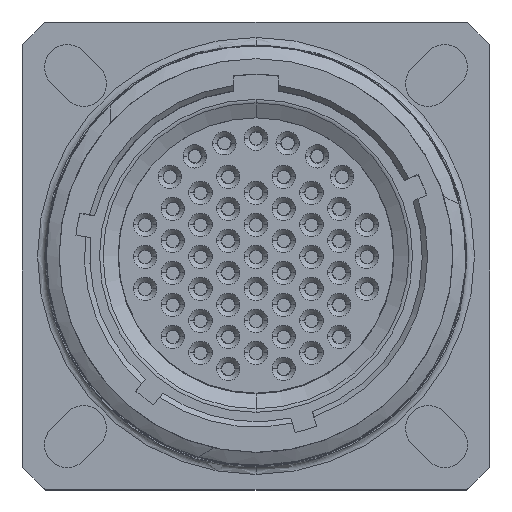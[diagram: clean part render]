
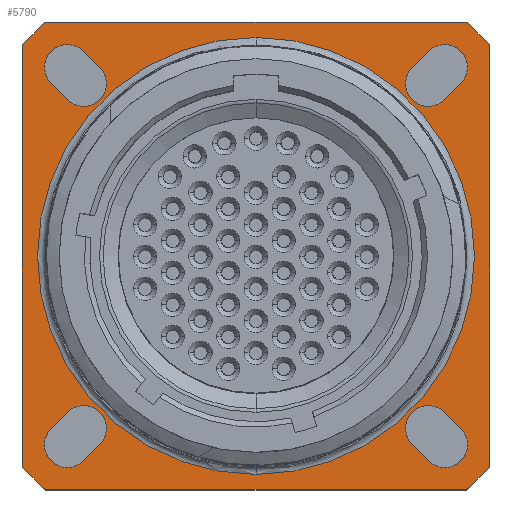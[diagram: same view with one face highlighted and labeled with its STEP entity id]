
A CAD part, top view. The second image highlights one B-rep face of the part: STEP entity #5790.
In plain terms, the highlighted planar face has unit normal (0, 0, 1).
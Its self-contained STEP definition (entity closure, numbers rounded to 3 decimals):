
#5194 = VERTEX_POINT('',#5195);
#5195 = CARTESIAN_POINT('',(0.,-15.608,-19.685));
#5202 = EDGE_CURVE('',#5203,#5194,#5205,.T.);
#5203 = VERTEX_POINT('',#5204);
#5204 = CARTESIAN_POINT('',(0.,15.608,-19.685));
#5205 = CIRCLE('',#5206,15.608);
#5206 = AXIS2_PLACEMENT_3D('',#5207,#5208,#5209);
#5207 = CARTESIAN_POINT('',(0.,0.,-19.685));
#5208 = DIRECTION('',(0.,-0.,1.));
#5209 = DIRECTION('',(0.,1.,0.));
#5300 = EDGE_CURVE('',#5203,#5194,#5301,.T.);
#5301 = CIRCLE('',#5302,15.608);
#5302 = AXIS2_PLACEMENT_3D('',#5303,#5304,#5305);
#5303 = CARTESIAN_POINT('',(0.,0.,-19.685));
#5304 = DIRECTION('',(0.,0.,-1.));
#5305 = DIRECTION('',(0.,1.,0.));
#5790 = ADVANCED_FACE('',(#5791,#5861,#5865,#5901,#5937,#5973),#6009,.F.
  );
#5791 = FACE_BOUND('',#5792,.F.);
#5792 = EDGE_LOOP('',(#5793,#5803,#5812,#5820,#5829,#5837,#5846,#5854));
#5793 = ORIENTED_EDGE('',*,*,#5794,.T.);
#5794 = EDGE_CURVE('',#5795,#5797,#5799,.T.);
#5795 = VERTEX_POINT('',#5796);
#5796 = CARTESIAN_POINT('',(-15.032,16.713,-19.685));
#5797 = VERTEX_POINT('',#5798);
#5798 = CARTESIAN_POINT('',(15.032,16.713,-19.685));
#5799 = LINE('',#5800,#5801);
#5800 = CARTESIAN_POINT('',(-15.032,16.713,-19.685));
#5801 = VECTOR('',#5802,1.);
#5802 = DIRECTION('',(1.,0.,0.));
#5803 = ORIENTED_EDGE('',*,*,#5804,.F.);
#5804 = EDGE_CURVE('',#5805,#5797,#5807,.T.);
#5805 = VERTEX_POINT('',#5806);
#5806 = CARTESIAN_POINT('',(16.713,15.032,-19.685));
#5807 = CIRCLE('',#5808,22.479);
#5808 = AXIS2_PLACEMENT_3D('',#5809,#5810,#5811);
#5809 = CARTESIAN_POINT('',(0.,0.,-19.685));
#5810 = DIRECTION('',(0.,0.,1.));
#5811 = DIRECTION('',(0.744,0.669,-0.));
#5812 = ORIENTED_EDGE('',*,*,#5813,.T.);
#5813 = EDGE_CURVE('',#5805,#5814,#5816,.T.);
#5814 = VERTEX_POINT('',#5815);
#5815 = CARTESIAN_POINT('',(16.713,-15.032,-19.685));
#5816 = LINE('',#5817,#5818);
#5817 = CARTESIAN_POINT('',(16.713,15.032,-19.685));
#5818 = VECTOR('',#5819,1.);
#5819 = DIRECTION('',(0.,-1.,0.));
#5820 = ORIENTED_EDGE('',*,*,#5821,.F.);
#5821 = EDGE_CURVE('',#5822,#5814,#5824,.T.);
#5822 = VERTEX_POINT('',#5823);
#5823 = CARTESIAN_POINT('',(15.032,-16.713,-19.685));
#5824 = CIRCLE('',#5825,22.479);
#5825 = AXIS2_PLACEMENT_3D('',#5826,#5827,#5828);
#5826 = CARTESIAN_POINT('',(0.,0.,-19.685));
#5827 = DIRECTION('',(0.,0.,1.));
#5828 = DIRECTION('',(0.669,-0.744,0.));
#5829 = ORIENTED_EDGE('',*,*,#5830,.T.);
#5830 = EDGE_CURVE('',#5822,#5831,#5833,.T.);
#5831 = VERTEX_POINT('',#5832);
#5832 = CARTESIAN_POINT('',(-15.032,-16.713,-19.685));
#5833 = LINE('',#5834,#5835);
#5834 = CARTESIAN_POINT('',(15.032,-16.713,-19.685));
#5835 = VECTOR('',#5836,1.);
#5836 = DIRECTION('',(-1.,0.,0.));
#5837 = ORIENTED_EDGE('',*,*,#5838,.F.);
#5838 = EDGE_CURVE('',#5839,#5831,#5841,.T.);
#5839 = VERTEX_POINT('',#5840);
#5840 = CARTESIAN_POINT('',(-16.713,-15.032,-19.685));
#5841 = CIRCLE('',#5842,22.479);
#5842 = AXIS2_PLACEMENT_3D('',#5843,#5844,#5845);
#5843 = CARTESIAN_POINT('',(0.,0.,-19.685));
#5844 = DIRECTION('',(0.,0.,1.));
#5845 = DIRECTION('',(-0.744,-0.669,0.));
#5846 = ORIENTED_EDGE('',*,*,#5847,.T.);
#5847 = EDGE_CURVE('',#5839,#5848,#5850,.T.);
#5848 = VERTEX_POINT('',#5849);
#5849 = CARTESIAN_POINT('',(-16.713,15.032,-19.685));
#5850 = LINE('',#5851,#5852);
#5851 = CARTESIAN_POINT('',(-16.713,-15.032,-19.685));
#5852 = VECTOR('',#5853,1.);
#5853 = DIRECTION('',(0.,1.,0.));
#5854 = ORIENTED_EDGE('',*,*,#5855,.F.);
#5855 = EDGE_CURVE('',#5795,#5848,#5856,.T.);
#5856 = CIRCLE('',#5857,22.479);
#5857 = AXIS2_PLACEMENT_3D('',#5858,#5859,#5860);
#5858 = CARTESIAN_POINT('',(0.,0.,-19.685));
#5859 = DIRECTION('',(0.,0.,1.));
#5860 = DIRECTION('',(-0.669,0.744,0.));
#5861 = FACE_BOUND('',#5862,.F.);
#5862 = EDGE_LOOP('',(#5863,#5864));
#5863 = ORIENTED_EDGE('',*,*,#5300,.F.);
#5864 = ORIENTED_EDGE('',*,*,#5202,.T.);
#5865 = FACE_BOUND('',#5866,.F.);
#5866 = EDGE_LOOP('',(#5867,#5877,#5886,#5894));
#5867 = ORIENTED_EDGE('',*,*,#5868,.T.);
#5868 = EDGE_CURVE('',#5869,#5871,#5873,.T.);
#5869 = VERTEX_POINT('',#5870);
#5870 = CARTESIAN_POINT('',(13.456,11.157,-19.685));
#5871 = VERTEX_POINT('',#5872);
#5872 = CARTESIAN_POINT('',(14.633,12.334,-19.685));
#5873 = LINE('',#5874,#5875);
#5874 = CARTESIAN_POINT('',(13.456,11.157,-19.685));
#5875 = VECTOR('',#5876,1.);
#5876 = DIRECTION('',(0.707,0.707,0.));
#5877 = ORIENTED_EDGE('',*,*,#5878,.T.);
#5878 = EDGE_CURVE('',#5871,#5879,#5881,.T.);
#5879 = VERTEX_POINT('',#5880);
#5880 = CARTESIAN_POINT('',(12.334,14.633,-19.685));
#5881 = CIRCLE('',#5882,1.626);
#5882 = AXIS2_PLACEMENT_3D('',#5883,#5884,#5885);
#5883 = CARTESIAN_POINT('',(13.483,13.483,-19.685));
#5884 = DIRECTION('',(0.,0.,1.));
#5885 = DIRECTION('',(0.707,-0.707,0.));
#5886 = ORIENTED_EDGE('',*,*,#5887,.T.);
#5887 = EDGE_CURVE('',#5879,#5888,#5890,.T.);
#5888 = VERTEX_POINT('',#5889);
#5889 = CARTESIAN_POINT('',(11.157,13.456,-19.685));
#5890 = LINE('',#5891,#5892);
#5891 = CARTESIAN_POINT('',(12.334,14.633,-19.685));
#5892 = VECTOR('',#5893,1.);
#5893 = DIRECTION('',(-0.707,-0.707,0.));
#5894 = ORIENTED_EDGE('',*,*,#5895,.T.);
#5895 = EDGE_CURVE('',#5888,#5869,#5896,.T.);
#5896 = CIRCLE('',#5897,1.626);
#5897 = AXIS2_PLACEMENT_3D('',#5898,#5899,#5900);
#5898 = CARTESIAN_POINT('',(12.306,12.306,-19.685));
#5899 = DIRECTION('',(0.,0.,1.));
#5900 = DIRECTION('',(-0.707,0.707,0.));
#5901 = FACE_BOUND('',#5902,.F.);
#5902 = EDGE_LOOP('',(#5903,#5914,#5922,#5931));
#5903 = ORIENTED_EDGE('',*,*,#5904,.T.);
#5904 = EDGE_CURVE('',#5905,#5907,#5909,.T.);
#5905 = VERTEX_POINT('',#5906);
#5906 = CARTESIAN_POINT('',(13.456,-11.157,-19.685));
#5907 = VERTEX_POINT('',#5908);
#5908 = CARTESIAN_POINT('',(11.157,-13.456,-19.685));
#5909 = CIRCLE('',#5910,1.626);
#5910 = AXIS2_PLACEMENT_3D('',#5911,#5912,#5913);
#5911 = CARTESIAN_POINT('',(12.306,-12.306,-19.685));
#5912 = DIRECTION('',(0.,0.,1.));
#5913 = DIRECTION('',(0.707,0.707,-0.));
#5914 = ORIENTED_EDGE('',*,*,#5915,.T.);
#5915 = EDGE_CURVE('',#5907,#5916,#5918,.T.);
#5916 = VERTEX_POINT('',#5917);
#5917 = CARTESIAN_POINT('',(12.342,-14.641,-19.685));
#5918 = LINE('',#5919,#5920);
#5919 = CARTESIAN_POINT('',(11.157,-13.456,-19.685));
#5920 = VECTOR('',#5921,1.);
#5921 = DIRECTION('',(0.707,-0.707,0.));
#5922 = ORIENTED_EDGE('',*,*,#5923,.T.);
#5923 = EDGE_CURVE('',#5916,#5924,#5926,.T.);
#5924 = VERTEX_POINT('',#5925);
#5925 = CARTESIAN_POINT('',(14.641,-12.342,-19.685));
#5926 = CIRCLE('',#5927,1.626);
#5927 = AXIS2_PLACEMENT_3D('',#5928,#5929,#5930);
#5928 = CARTESIAN_POINT('',(13.492,-13.492,-19.685));
#5929 = DIRECTION('',(0.,0.,1.));
#5930 = DIRECTION('',(-0.707,-0.707,0.));
#5931 = ORIENTED_EDGE('',*,*,#5932,.T.);
#5932 = EDGE_CURVE('',#5924,#5905,#5933,.T.);
#5933 = LINE('',#5934,#5935);
#5934 = CARTESIAN_POINT('',(14.641,-12.342,-19.685));
#5935 = VECTOR('',#5936,1.);
#5936 = DIRECTION('',(-0.707,0.707,0.));
#5937 = FACE_BOUND('',#5938,.F.);
#5938 = EDGE_LOOP('',(#5939,#5950,#5958,#5967));
#5939 = ORIENTED_EDGE('',*,*,#5940,.T.);
#5940 = EDGE_CURVE('',#5941,#5943,#5945,.T.);
#5941 = VERTEX_POINT('',#5942);
#5942 = CARTESIAN_POINT('',(-12.334,14.633,-19.685));
#5943 = VERTEX_POINT('',#5944);
#5944 = CARTESIAN_POINT('',(-14.633,12.334,-19.685));
#5945 = CIRCLE('',#5946,1.626);
#5946 = AXIS2_PLACEMENT_3D('',#5947,#5948,#5949);
#5947 = CARTESIAN_POINT('',(-13.483,13.483,-19.685));
#5948 = DIRECTION('',(0.,0.,1.));
#5949 = DIRECTION('',(0.707,0.707,-0.));
#5950 = ORIENTED_EDGE('',*,*,#5951,.T.);
#5951 = EDGE_CURVE('',#5943,#5952,#5954,.T.);
#5952 = VERTEX_POINT('',#5953);
#5953 = CARTESIAN_POINT('',(-13.456,11.157,-19.685));
#5954 = LINE('',#5955,#5956);
#5955 = CARTESIAN_POINT('',(-14.633,12.334,-19.685));
#5956 = VECTOR('',#5957,1.);
#5957 = DIRECTION('',(0.707,-0.707,0.));
#5958 = ORIENTED_EDGE('',*,*,#5959,.T.);
#5959 = EDGE_CURVE('',#5952,#5960,#5962,.T.);
#5960 = VERTEX_POINT('',#5961);
#5961 = CARTESIAN_POINT('',(-11.157,13.456,-19.685));
#5962 = CIRCLE('',#5963,1.626);
#5963 = AXIS2_PLACEMENT_3D('',#5964,#5965,#5966);
#5964 = CARTESIAN_POINT('',(-12.306,12.306,-19.685));
#5965 = DIRECTION('',(0.,0.,1.));
#5966 = DIRECTION('',(-0.707,-0.707,0.));
#5967 = ORIENTED_EDGE('',*,*,#5968,.T.);
#5968 = EDGE_CURVE('',#5960,#5941,#5969,.T.);
#5969 = LINE('',#5970,#5971);
#5970 = CARTESIAN_POINT('',(-11.157,13.456,-19.685));
#5971 = VECTOR('',#5972,1.);
#5972 = DIRECTION('',(-0.707,0.707,0.));
#5973 = FACE_BOUND('',#5974,.F.);
#5974 = EDGE_LOOP('',(#5975,#5986,#5994,#6003));
#5975 = ORIENTED_EDGE('',*,*,#5976,.T.);
#5976 = EDGE_CURVE('',#5977,#5979,#5981,.T.);
#5977 = VERTEX_POINT('',#5978);
#5978 = CARTESIAN_POINT('',(-11.157,-13.456,-19.685));
#5979 = VERTEX_POINT('',#5980);
#5980 = CARTESIAN_POINT('',(-13.456,-11.157,-19.685));
#5981 = CIRCLE('',#5982,1.626);
#5982 = AXIS2_PLACEMENT_3D('',#5983,#5984,#5985);
#5983 = CARTESIAN_POINT('',(-12.306,-12.306,-19.685));
#5984 = DIRECTION('',(0.,0.,1.));
#5985 = DIRECTION('',(0.707,-0.707,0.));
#5986 = ORIENTED_EDGE('',*,*,#5987,.T.);
#5987 = EDGE_CURVE('',#5979,#5988,#5990,.T.);
#5988 = VERTEX_POINT('',#5989);
#5989 = CARTESIAN_POINT('',(-14.641,-12.342,-19.685));
#5990 = LINE('',#5991,#5992);
#5991 = CARTESIAN_POINT('',(-13.456,-11.157,-19.685));
#5992 = VECTOR('',#5993,1.);
#5993 = DIRECTION('',(-0.707,-0.707,0.));
#5994 = ORIENTED_EDGE('',*,*,#5995,.T.);
#5995 = EDGE_CURVE('',#5988,#5996,#5998,.T.);
#5996 = VERTEX_POINT('',#5997);
#5997 = CARTESIAN_POINT('',(-12.342,-14.641,-19.685));
#5998 = CIRCLE('',#5999,1.626);
#5999 = AXIS2_PLACEMENT_3D('',#6000,#6001,#6002);
#6000 = CARTESIAN_POINT('',(-13.492,-13.492,-19.685));
#6001 = DIRECTION('',(0.,0.,1.));
#6002 = DIRECTION('',(-0.707,0.707,0.));
#6003 = ORIENTED_EDGE('',*,*,#6004,.T.);
#6004 = EDGE_CURVE('',#5996,#5977,#6005,.T.);
#6005 = LINE('',#6006,#6007);
#6006 = CARTESIAN_POINT('',(-12.342,-14.641,-19.685));
#6007 = VECTOR('',#6008,1.);
#6008 = DIRECTION('',(0.707,0.707,0.));
#6009 = PLANE('',#6010);
#6010 = AXIS2_PLACEMENT_3D('',#6011,#6012,#6013);
#6011 = CARTESIAN_POINT('',(0.,0.,-19.685));
#6012 = DIRECTION('',(0.,0.,-1.));
#6013 = DIRECTION('',(0.,-1.,0.));
